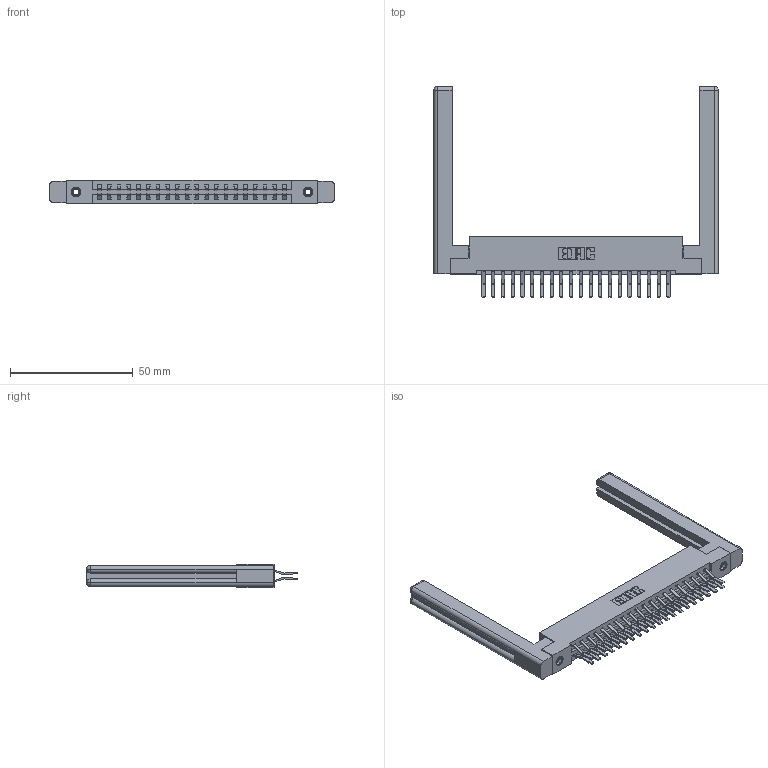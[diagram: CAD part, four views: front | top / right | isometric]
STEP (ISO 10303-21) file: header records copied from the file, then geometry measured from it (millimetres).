
FILE_DESCRIPTION (( 'STEP AP203' ), '1' );
FILE_NAME ('337-040-560-258.STEP', '2019-10-09T11:56:08', ( '' ), ( '' ), 'SwSTEP 2.0', 'SolidWorks 2016', '' );
FILE_SCHEMA (( 'CONFIG_CONTROL_DESIGN' ));
Length unit declared in the file: inch
Products named in the file (5): 307-220-058; 345-250-001_345-250-001-102; 337-040-560-258; 337 Part_Flush Mounting Lugs - 0.156 Dia-TI; 345-292-001_560 Tail
Assembly tree (45 placements, depth 2):
  337-040-560-258
    337 Part_Flush Mounting Lugs - 0.156 Dia-TI
    345-292-001_560 Tail  x40
    345-250-001_345-250-001-102  x2
    307-220-058  x2
Bounding box: 115.87 x 85.87 x 9.4 mm (x, y, z)
Volume: 19323.5 mm3; surface area: 19362.7 mm2
Topology: 45 solids, 45 shells, 2496 faces, 7345 edges, 4830 vertices
Faces by surface type: plane 1674, cylinder 798, cone 12, torus 12
Entity records: 21074 total; most frequent: CARTESIAN_POINT 3577, ORIENTED_EDGE 3452, DIRECTION 3102, EDGE_CURVE 1726, VECTOR 1546, LINE 1546, VERTEX_POINT 1142, AXIS2_PLACEMENT_3D 778
